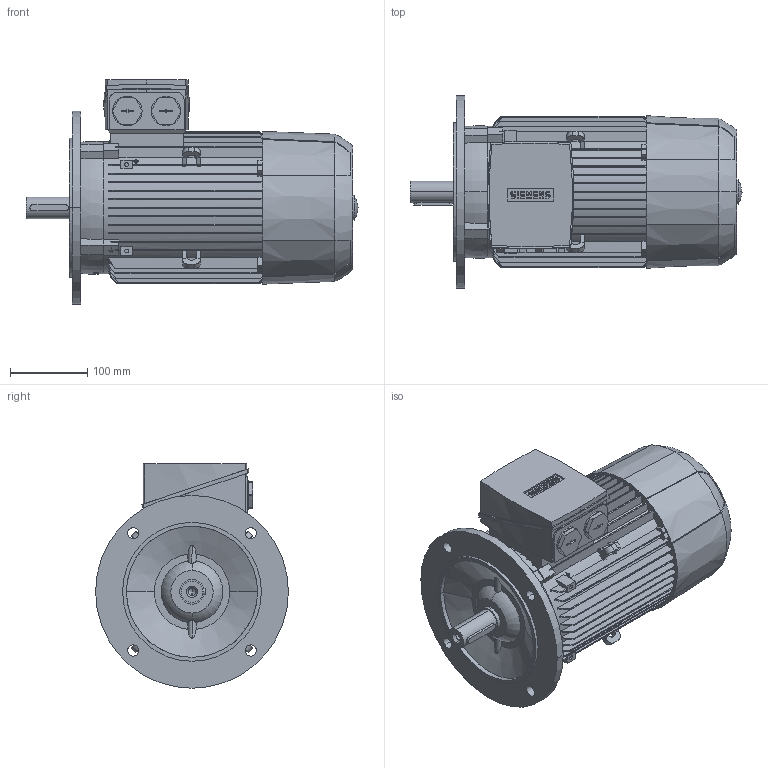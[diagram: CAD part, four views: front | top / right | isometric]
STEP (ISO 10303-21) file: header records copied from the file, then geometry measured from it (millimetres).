
FILE_DESCRIPTION(('STEP AP214'),'1');
FILE_NAME('cctmp_55C5DFAD-C0C1-4945-A245-AF5E3840CBD4_2023_06_27_10_29_12_0694..stp','2023-06-27T08:29:13',('SIEMENS A&D'),('CADClick - www.CADClick.com'),'Spatial InterOp 3D',' ','unknown authorization');
FILE_SCHEMA(('AUTOMOTIVE_DESIGN'));
Length unit declared in the file: millimetre
Products named in the file (1): 1
Bounding box: 430.5 x 250 x 291 mm (x, y, z)
Volume: 10441331.7 mm3; surface area: 588936.3 mm2
Topology: 7 solids, 7 shells, 954 faces, 2703 edges, 1786 vertices
Faces by surface type: plane 605, cylinder 209, torus 112, cone 28
Entity records: 43084 total; most frequent: CARTESIAN_POINT 10672, ORIENTED_EDGE 5398, DIRECTION 4935, EDGE_CURVE 2699, VERTEX_POINT 1786, LINE 1651, VECTOR 1651, AXIS2_PLACEMENT_3D 1642
